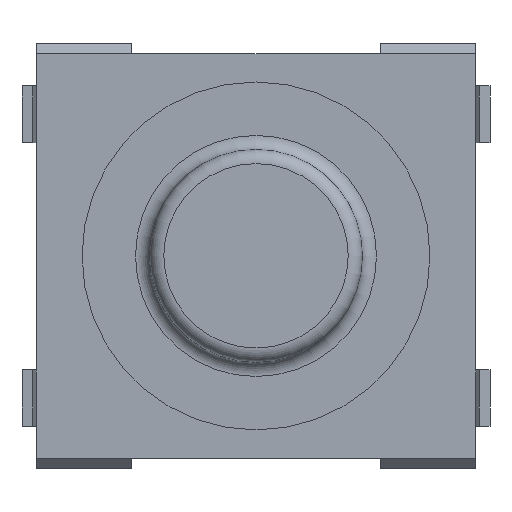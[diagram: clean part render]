
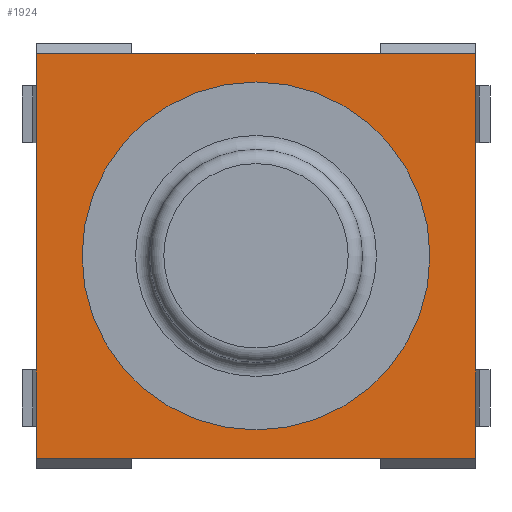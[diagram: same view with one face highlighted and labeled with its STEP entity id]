
A CAD part, top view. The second image highlights one B-rep face of the part: STEP entity #1924.
In plain terms, the highlighted face is planar.
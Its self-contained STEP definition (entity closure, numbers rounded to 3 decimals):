
#23=FACE_BOUND('',#241,.T.);
#52=CIRCLE('',#2068,2.453);
#125=FACE_OUTER_BOUND('',#240,.T.);
#240=EDGE_LOOP('',(#1475,#1476,#1477,#1478,#1479,#1480,#1481,#1482));
#241=EDGE_LOOP('',(#1483));
#413=LINE('',#2931,#660);
#414=LINE('',#2933,#661);
#415=LINE('',#2935,#662);
#416=LINE('',#2937,#663);
#417=LINE('',#2939,#664);
#418=LINE('',#2941,#665);
#419=LINE('',#2943,#666);
#420=LINE('',#2944,#667);
#660=VECTOR('',#2403,1000.);
#661=VECTOR('',#2404,1000.);
#662=VECTOR('',#2405,1000.);
#663=VECTOR('',#2406,1000.);
#664=VECTOR('',#2407,1000.);
#665=VECTOR('',#2408,1000.);
#666=VECTOR('',#2409,1000.);
#667=VECTOR('',#2410,1000.);
#862=VERTEX_POINT('',#2923);
#864=VERTEX_POINT('',#2929);
#865=VERTEX_POINT('',#2930);
#866=VERTEX_POINT('',#2932);
#867=VERTEX_POINT('',#2934);
#868=VERTEX_POINT('',#2936);
#869=VERTEX_POINT('',#2938);
#870=VERTEX_POINT('',#2940);
#871=VERTEX_POINT('',#2942);
#1080=EDGE_CURVE('',#862,#862,#52,.T.);
#1083=EDGE_CURVE('',#864,#865,#413,.T.);
#1084=EDGE_CURVE('',#864,#866,#414,.T.);
#1085=EDGE_CURVE('',#867,#866,#415,.T.);
#1086=EDGE_CURVE('',#867,#868,#416,.T.);
#1087=EDGE_CURVE('',#869,#868,#417,.T.);
#1088=EDGE_CURVE('',#869,#870,#418,.T.);
#1089=EDGE_CURVE('',#871,#870,#419,.T.);
#1090=EDGE_CURVE('',#871,#865,#420,.T.);
#1475=ORIENTED_EDGE('',*,*,#1083,.F.);
#1476=ORIENTED_EDGE('',*,*,#1084,.T.);
#1477=ORIENTED_EDGE('',*,*,#1085,.F.);
#1478=ORIENTED_EDGE('',*,*,#1086,.T.);
#1479=ORIENTED_EDGE('',*,*,#1087,.F.);
#1480=ORIENTED_EDGE('',*,*,#1088,.T.);
#1481=ORIENTED_EDGE('',*,*,#1089,.F.);
#1482=ORIENTED_EDGE('',*,*,#1090,.T.);
#1483=ORIENTED_EDGE('',*,*,#1080,.F.);
#1813=PLANE('',#2070);
#1924=ADVANCED_FACE('',(#125,#23),#1813,.F.);
#2068=AXIS2_PLACEMENT_3D('',#2924,#2396,#2397);
#2070=AXIS2_PLACEMENT_3D('',#2928,#2401,#2402);
#2396=DIRECTION('center_axis',(0.,1.,0.));
#2397=DIRECTION('ref_axis',(0.,0.,-1.));
#2401=DIRECTION('center_axis',(0.,-1.,0.));
#2402=DIRECTION('ref_axis',(0.,0.,-1.));
#2403=DIRECTION('',(0.,0.,1.));
#2404=DIRECTION('',(-1.,0.,0.));
#2405=DIRECTION('',(1.,0.,0.));
#2406=DIRECTION('',(-1.,0.,0.));
#2407=DIRECTION('',(0.,0.,-1.));
#2408=DIRECTION('',(1.,0.,0.));
#2409=DIRECTION('',(-1.,0.,0.));
#2410=DIRECTION('',(1.,0.,0.));
#2923=CARTESIAN_POINT('',(0.,1.65,2.453));
#2924=CARTESIAN_POINT('Origin',(0.,1.65,0.));
#2928=CARTESIAN_POINT('Origin',(0.,1.65,0.));
#2929=CARTESIAN_POINT('',(3.1,1.65,-2.85));
#2930=CARTESIAN_POINT('',(3.1,1.65,2.85));
#2931=CARTESIAN_POINT('',(3.1,1.65,1.5));
#2932=CARTESIAN_POINT('',(1.75,1.65,-2.85));
#2933=CARTESIAN_POINT('',(0.,1.65,-2.85));
#2934=CARTESIAN_POINT('',(-1.75,1.65,-2.85));
#2935=CARTESIAN_POINT('',(1.75,1.65,-2.85));
#2936=CARTESIAN_POINT('',(-3.1,1.65,-2.85));
#2937=CARTESIAN_POINT('',(0.,1.65,-2.85));
#2938=CARTESIAN_POINT('',(-3.1,1.65,2.85));
#2939=CARTESIAN_POINT('',(-3.1,1.65,2.85));
#2940=CARTESIAN_POINT('',(-1.75,1.65,2.85));
#2941=CARTESIAN_POINT('',(0.,1.65,2.85));
#2942=CARTESIAN_POINT('',(1.75,1.65,2.85));
#2943=CARTESIAN_POINT('',(-1.75,1.65,2.85));
#2944=CARTESIAN_POINT('',(0.,1.65,2.85));
